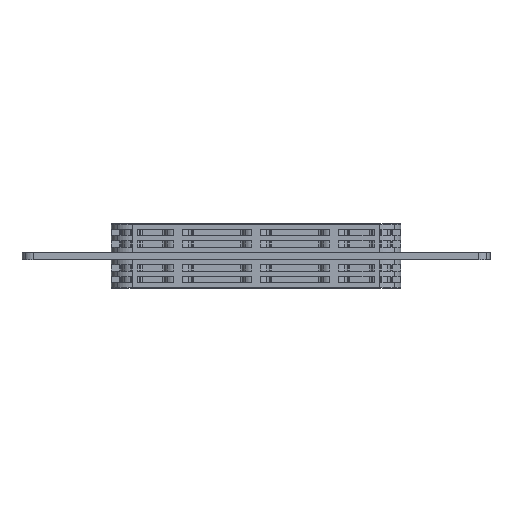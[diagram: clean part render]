
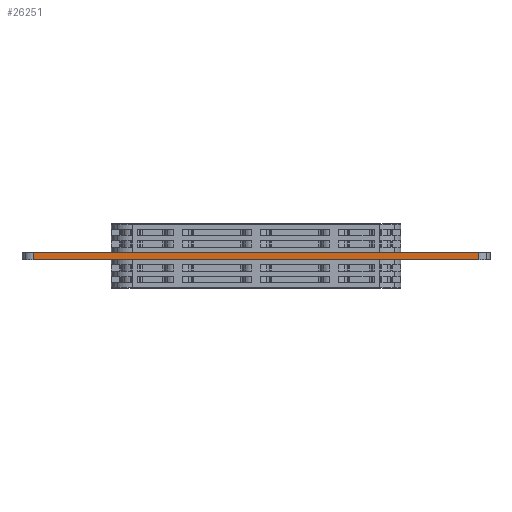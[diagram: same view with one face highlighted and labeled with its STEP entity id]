
A CAD part, left-side view. The second image highlights one B-rep face of the part: STEP entity #26251.
In plain terms, the highlighted planar face has unit normal (-1, 0, 0).
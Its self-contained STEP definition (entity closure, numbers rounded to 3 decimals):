
#22824=CARTESIAN_POINT('',(370.259,669.008,0.0));
#22825=VERTEX_POINT('',#22824);
#22833=CARTESIAN_POINT('',(370.259,669.008,6.5));
#22834=VERTEX_POINT('',#22833);
#22835=CARTESIAN_POINT('',(370.259,669.008,0.0));
#22836=DIRECTION('',(0.0,0.0,1.0));
#22837=VECTOR('',#22836,6.5);
#22838=LINE('',#22835,#22837);
#22839=EDGE_CURVE('',#22825,#22834,#22838,.T.);
#24652=CARTESIAN_POINT('',(370.259,269.008,0.0));
#24653=VERTEX_POINT('',#24652);
#24661=CARTESIAN_POINT('',(370.259,669.008,0.0));
#24662=DIRECTION('',(0.0,-1.0,0.0));
#24663=VECTOR('',#24662,400.0);
#24664=LINE('',#24661,#24663);
#24665=EDGE_CURVE('',#22825,#24653,#24664,.T.);
#25292=CARTESIAN_POINT('',(370.259,269.008,6.5));
#25293=VERTEX_POINT('',#25292);
#25294=CARTESIAN_POINT('',(370.259,269.008,6.5));
#25295=DIRECTION('',(0.0,1.0,0.0));
#25296=VECTOR('',#25295,400.0);
#25297=LINE('',#25294,#25296);
#25298=EDGE_CURVE('',#25293,#22834,#25297,.T.);
#26230=CARTESIAN_POINT('',(370.259,269.008,6.5));
#26231=DIRECTION('',(0.0,0.0,-1.0));
#26232=VECTOR('',#26231,6.5);
#26233=LINE('',#26230,#26232);
#26234=EDGE_CURVE('',#25293,#24653,#26233,.T.);
#26240=CARTESIAN_POINT('',(370.259,259.008,0.0));
#26241=DIRECTION('',(-1.0,0.0,0.0));
#26242=DIRECTION('',(0.0,0.0,1.0));
#26243=AXIS2_PLACEMENT_3D('',#26240,#26241,#26242);
#26244=PLANE('',#26243);
#26245=ORIENTED_EDGE('',*,*,#26234,.F.);
#26246=ORIENTED_EDGE('',*,*,#25298,.T.);
#26247=ORIENTED_EDGE('',*,*,#22839,.F.);
#26248=ORIENTED_EDGE('',*,*,#24665,.T.);
#26249=EDGE_LOOP('',(#26245,#26246,#26247,#26248));
#26250=FACE_OUTER_BOUND('',#26249,.T.);
#26251=ADVANCED_FACE('',(#26250),#26244,.T.);
